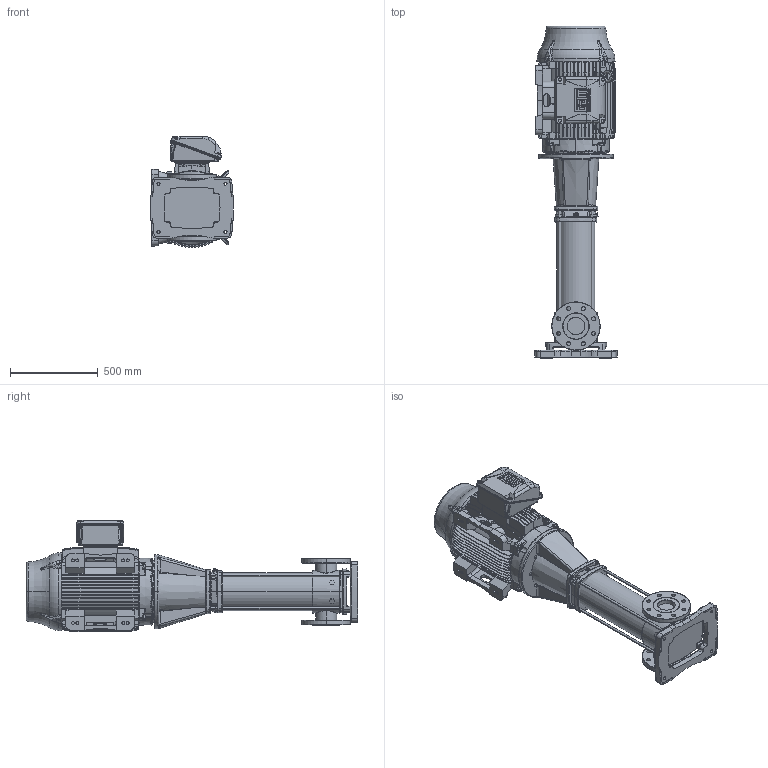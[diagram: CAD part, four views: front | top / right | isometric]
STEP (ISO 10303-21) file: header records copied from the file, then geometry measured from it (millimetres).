
FILE_DESCRIPTION (( 'STEP AP203' ), '1' );
FILE_NAME ('3303171 - MVI-750-3_2-75 HP-365TSC-304-E-230_460~3.step', '2022-03-30T20:24:08', ( '' ), ( '' ), 'SwSTEP 2.0', 'SolidWorks 2021', '' );
FILE_SCHEMA (( 'CONFIG_CONTROL_DESIGN' ));
Products named in the file (5): TEFC MOTOR_2704075 - NEMA V2 75HP 3645TSC 230460~3 TEFC; 2704075 - NEMA V2 75HP 3645TSC 230460~3 TEFC; SBI(N)150-3-2; MVI PEO - [304-EPDM]_3304171 - MVI-750-3_2-75 HP-365TSC-304-E-S; 3303171 - MVI-750-3_2-75 HP-365TSC-304-E-230_460~3
Assembly tree (4 placements, depth 3):
  3303171 - MVI-750-3_2-75 HP-365TSC-304-E-230_460~3
    MVI PEO - [304-EPDM]_3304171 - MVI-750-3_2-75 HP-365TSC-304-E-S
      SBI(N)150-3-2
    TEFC MOTOR_2704075 - NEMA V2 75HP 3645TSC 230460~3 TEFC
      2704075 - NEMA V2 75HP 3645TSC 230460~3 TEFC
Bounding box: 471.31 x 1888.31 x 634.31 mm (x, y, z)
Volume: 166308323.5 mm3; surface area: 5597522.3 mm2
Topology: 8 solids, 39 shells, 4193 faces, 10856 edges, 6774 vertices
Faces by surface type: plane 1447, bspline 915, cylinder 851, cone 808, torus 138, sphere 34
Entity records: 199578 total; most frequent: CARTESIAN_POINT 105406, ORIENTED_EDGE 21456, DIRECTION 17117, EDGE_CURVE 10728, VERTEX_POINT 6771, AXIS2_PLACEMENT_3D 6449, EDGE_LOOP 4481, VECTOR 4219
